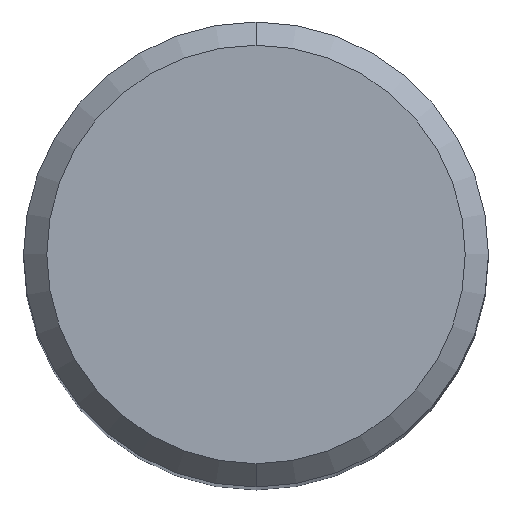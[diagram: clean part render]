
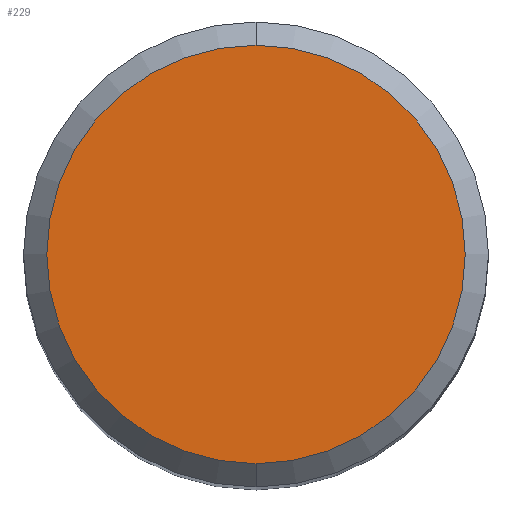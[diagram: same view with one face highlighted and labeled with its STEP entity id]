
A CAD part, top view. The second image highlights one B-rep face of the part: STEP entity #229.
In plain terms, the highlighted planar face has unit normal (0, 0, 1).
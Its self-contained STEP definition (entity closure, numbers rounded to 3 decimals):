
#229=ADVANCED_FACE('',(#539),#540,.T.);
#239=EDGE_CURVE('',#305,#335,#552,.T.);
#305=VERTEX_POINT('',#625);
#335=VERTEX_POINT('',#659);
#461=EDGE_CURVE('',#335,#305,#797,.T.);
#539=FACE_OUTER_BOUND('',#966,.T.);
#540=PLANE('',#967);
#552=CIRCLE('',#980,5.4);
#625=CARTESIAN_POINT('',(0.,-5.4,0.0));
#659=CARTESIAN_POINT('',(0.0,5.4,0.0));
#797=CIRCLE('',#1504,5.4);
#966=EDGE_LOOP('',(#1544,#1545));
#967=AXIS2_PLACEMENT_3D('',#1546,#1547,#1548);
#980=AXIS2_PLACEMENT_3D('',#1566,#1567,#1568);
#1504=AXIS2_PLACEMENT_3D('',#1859,#1860,#1861);
#1544=ORIENTED_EDGE('',*,*,#461,.F.);
#1545=ORIENTED_EDGE('',*,*,#239,.F.);
#1546=CARTESIAN_POINT('',(0.0,2.7,0.0));
#1547=DIRECTION('',(-0.0,0.0,1.0));
#1548=DIRECTION('',(0.0,-1.0,0.0));
#1566=CARTESIAN_POINT('',(0.0,0.0,0.0));
#1567=DIRECTION('',(0.0,0.0,-1.0));
#1568=DIRECTION('',(0.0,1.0,0.0));
#1859=CARTESIAN_POINT('',(0.0,0.0,0.0));
#1860=DIRECTION('',(0.0,0.0,-1.0));
#1861=DIRECTION('',(0.0,1.0,0.0));
